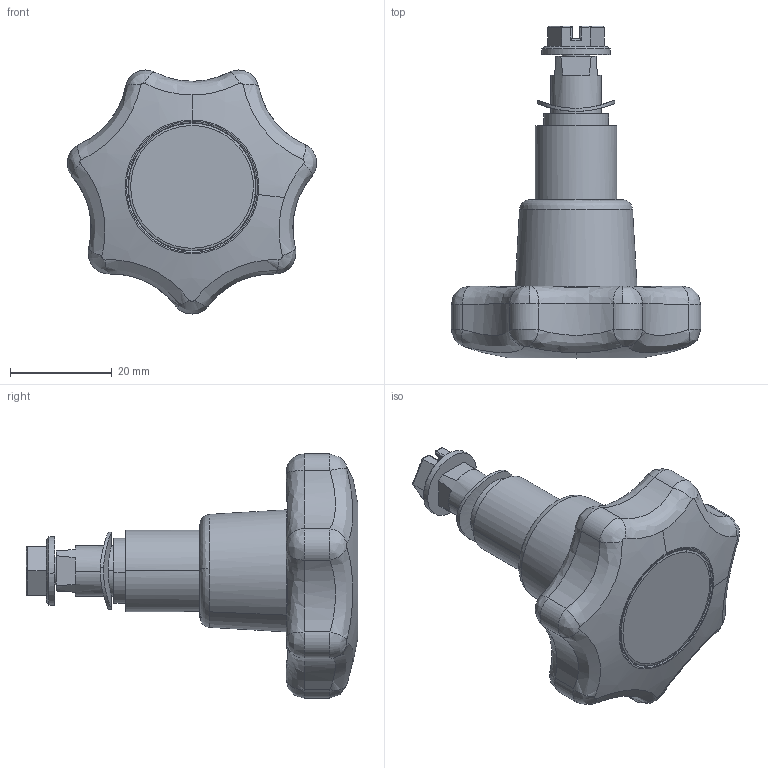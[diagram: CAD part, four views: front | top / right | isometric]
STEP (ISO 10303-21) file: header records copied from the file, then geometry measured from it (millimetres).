
FILE_DESCRIPTION((''),'2;1');
FILE_NAME('','2006-11-07T16:18:05',(''),(''),'','CADfix','');
FILE_SCHEMA(('AUTOMOTIVE_DESIGN'));
Length unit declared in the file: millimetre
Products named in the file (1): knob
Bounding box: 49.06 x 65.25 x 47.98 mm (x, y, z)
Volume: 27965 mm3; surface area: 9067.3 mm2
Topology: 1 solids, 1 shells, 217 faces, 568 edges, 365 vertices
Faces by surface type: bspline 217
Entity records: 10578 total; most frequent: CARTESIAN_POINT 7502, ORIENTED_EDGE 1136, EDGE_CURVE 568, VERTEX_POINT 365, EDGE_LOOP 229, FACE_OUTER_BOUND 217, ADVANCED_FACE 217, QUASI_UNIFORM_CURVE 187
